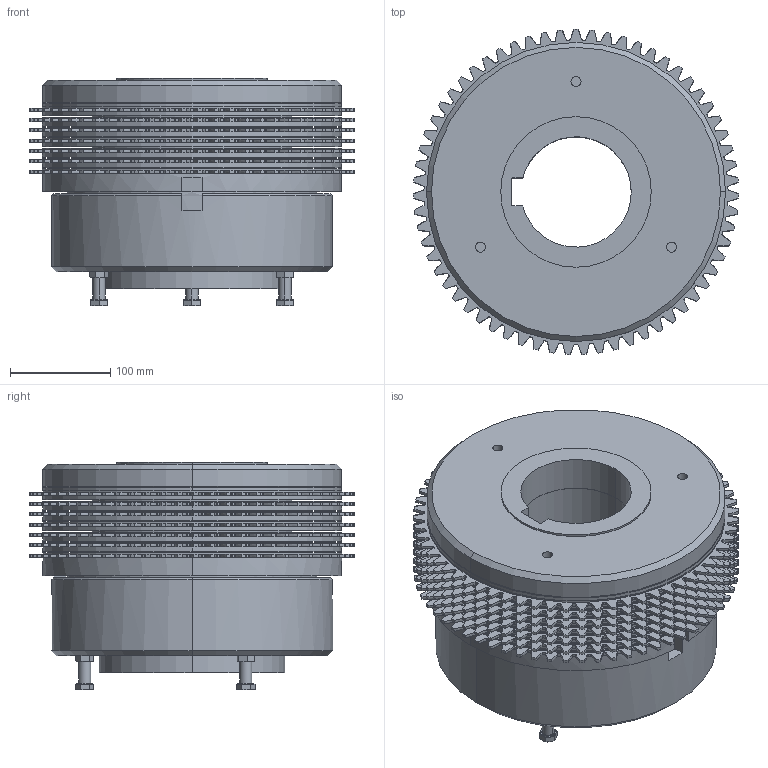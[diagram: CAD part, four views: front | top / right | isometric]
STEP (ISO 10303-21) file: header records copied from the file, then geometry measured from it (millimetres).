
FILE_DESCRIPTION (( 'STEP AP203' ), '1' );
FILE_NAME ('HO1207.STEP', '2017-10-27T05:10:47', ( '新井重治' ), ( '小倉クラッチ' ), 'SwSTEP 2.0', 'SolidWorks 2009', '' );
FILE_SCHEMA (( 'CONFIG_CONTROL_DESIGN' ));
Products named in the file (1): HO1207
Bounding box: 323.98 x 323.89 x 227 mm (x, y, z)
Volume: 9773511.8 mm3; surface area: 1392031.6 mm2
Topology: 1 solids, 7 shells, 3323 faces, 9544 edges, 6324 vertices
Faces by surface type: cylinder 2166, bspline 882, plane 197, cone 72, torus 6
Entity records: 218542 total; most frequent: CARTESIAN_POINT 133353, ORIENTED_EDGE 19056, DIRECTION 17000, EDGE_CURVE 9528, AXIS2_PLACEMENT_3D 6878, VERTEX_POINT 6324, CIRCLE 4436, EDGE_LOOP 3446
